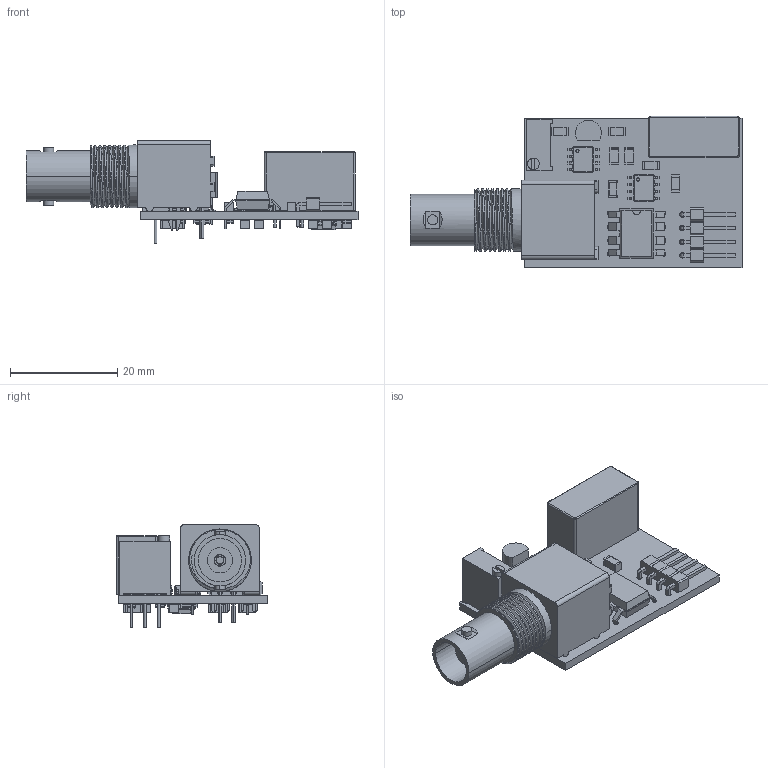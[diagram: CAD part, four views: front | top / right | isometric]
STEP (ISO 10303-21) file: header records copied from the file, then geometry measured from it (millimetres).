
FILE_DESCRIPTION(('KiCad electronic assembly'),'2;1');
FILE_NAME('FIFG-008-C.step','2022-08-19T16:47:28',('An Author'),( 'A Company'),'Open CASCADE STEP processor 7.5', 'KiCad to STEP converter','Unknown');
FILE_SCHEMA(('AUTOMOTIVE_DESIGN { 1 0 10303 214 1 1 1 1 }'));
Length unit declared in the file: millimetre
Products named in the file (20): Open CASCADE STEP translator 7.5 1; R_1206_3216Metric; SOLID; BNC-plastic-blanc-rightAngle; COMPOUND; C_1206_3216Metric; SOIC-8_3.9x4.9mm_P1.27mm; Converter_DCDC_TRACO_TMR-1-xxxx_Single_THT; TO-92_Inline; Potentiometer_Bourns_3296W_Vertical; DIP-8_W10.16mm; PinHeader_1x04_P2.54mm_Horizontal
Assembly tree (42 placements, depth 3):
  Open CASCADE STEP translator 7.5 1
    R_1206_3216Metric  x11
      SOLID
    BNC-plastic-blanc-rightAngle
      COMPOUND
    C_1206_3216Metric  x12
      SOLID
    SOIC-8_3.9x4.9mm_P1.27mm  x3
      SOLID
    Converter_DCDC_TRACO_TMR-1-xxxx_Single_THT
      SOLID
    TO-92_Inline
      SOLID
    Potentiometer_Bourns_3296W_Vertical
      SOLID
    DIP-8_W10.16mm
      SOLID
    PinHeader_1x04_P2.54mm_Horizontal
      SOLID
    COMPOUND
Bounding box: 62.05 x 28.23 x 19.17 mm (x, y, z)
Volume: 7676.6 mm3; surface area: 8251.5 mm2
Topology: 44 solids, 44 shells, 1657 faces, 4231 edges, 2712 vertices
Faces by surface type: plane 1050, cylinder 467, bspline 118, torus 14, cone 4, sphere 4
Full cylindrical faces by diameter (mm): 0.5 x4, 0.51 x3, 0.6 x3, 0.75 x3, 0.8 x11, 0.89 x2, 1 x8, 2.01 x2, 2.19 x1
Entity records: 56902 total; most frequent: CARTESIAN_POINT 13188, DIRECTION 7301, LINE 4845, VECTOR 4845, ORIENTED_EDGE 3898, PCURVE 3898, DEFINITIONAL_REPRESENTATION 3898, EDGE_CURVE 1949
